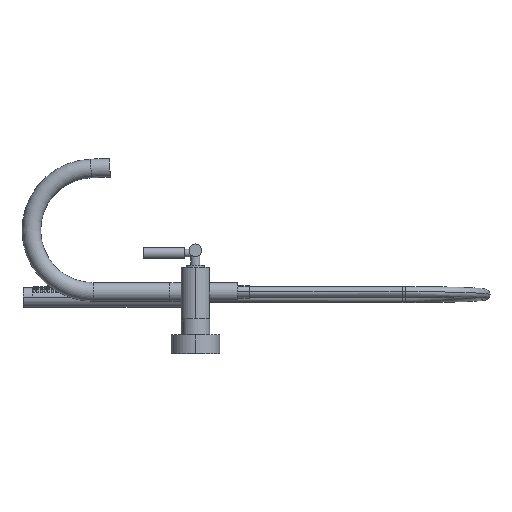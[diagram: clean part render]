
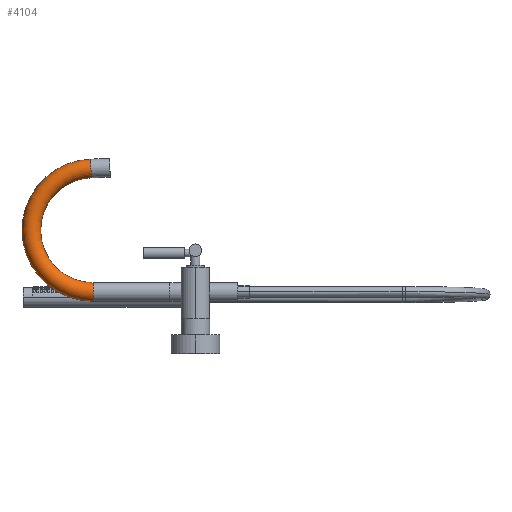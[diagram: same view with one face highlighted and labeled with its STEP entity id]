
A CAD part, left-side view. The second image highlights one B-rep face of the part: STEP entity #4104.
In plain terms, the highlighted toroidal (fillet/blend) face has major radius 82.5 mm and minor radius 12.5 mm.
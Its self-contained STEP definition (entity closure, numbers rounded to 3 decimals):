
#166 = DIRECTION ( 'NONE',  ( 1., 0., 0. ) ) ;
#3134 = CIRCLE ( 'NONE', #19403, 70. ) ;
#3206 = DIRECTION ( 'NONE',  ( 1., 0., 0. ) ) ;
#3377 = AXIS2_PLACEMENT_3D ( 'NONE', #4751, #15619, #6316 ) ;
#4104 = ADVANCED_FACE ( 'NONE', ( #16791 ), #4404, .T. ) ;
#4281 = CARTESIAN_POINT ( 'NONE',  ( 0., 104.943, 152.457 ) ) ;
#4283 = EDGE_CURVE ( 'NONE', #13000, #18188, #8556, .T. ) ;
#4404 = TOROIDAL_SURFACE ( 'NONE', #7566, 82.5, 12.5 ) ;
#4531 = CARTESIAN_POINT ( 'NONE',  ( 0., 105.815, 177.442 ) ) ;
#4751 = CARTESIAN_POINT ( 'NONE',  ( 0., 102.5, 0. ) ) ;
#5206 = ORIENTED_EDGE ( 'NONE', *, *, #4283, .F. ) ;
#6316 = DIRECTION ( 'NONE',  ( 0., 0., 1. ) ) ;
#6589 = DIRECTION ( 'NONE',  ( 0., -0.999, 0.035 ) ) ;
#7566 = AXIS2_PLACEMENT_3D ( 'NONE', #18226, #11970, #19788 ) ;
#8352 = EDGE_CURVE ( 'NONE', #18188, #19175, #9797, .T. ) ;
#8556 = CIRCLE ( 'NONE', #19000, 95. ) ;
#9164 = ORIENTED_EDGE ( 'NONE', *, *, #8352, .F. ) ;
#9475 = CARTESIAN_POINT ( 'NONE',  ( 0., 102.5, 82.5 ) ) ;
#9797 = CIRCLE ( 'NONE', #12929, 12.5 ) ;
#9839 = ORIENTED_EDGE ( 'NONE', *, *, #19314, .T. ) ;
#11030 = DIRECTION ( 'NONE',  ( 0., 0., -1. ) ) ;
#11095 = ORIENTED_EDGE ( 'NONE', *, *, #13716, .T. ) ;
#11970 = DIRECTION ( 'NONE',  ( 1., 0., 0. ) ) ;
#12501 = CARTESIAN_POINT ( 'NONE',  ( 0., 102.5, 82.5 ) ) ;
#12764 = CIRCLE ( 'NONE', #3377, 12.5 ) ;
#12929 = AXIS2_PLACEMENT_3D ( 'NONE', #15888, #6589, #17459 ) ;
#13000 = VERTEX_POINT ( 'NONE', #16788 ) ;
#13716 = EDGE_CURVE ( 'NONE', #15284, #19175, #3134, .T. ) ;
#14087 = DIRECTION ( 'NONE',  ( 0., 0., -1. ) ) ;
#15284 = VERTEX_POINT ( 'NONE', #19012 ) ;
#15619 = DIRECTION ( 'NONE',  ( 0., 1., 0. ) ) ;
#15888 = CARTESIAN_POINT ( 'NONE',  ( 0., 105.379, 164.95 ) ) ;
#16788 = CARTESIAN_POINT ( 'NONE',  ( 0., 102.5, -12.5 ) ) ;
#16791 = FACE_OUTER_BOUND ( 'NONE', #17880, .T. ) ;
#17459 = DIRECTION ( 'NONE',  ( 0., -0.035, -0.999 ) ) ;
#17880 = EDGE_LOOP ( 'NONE', ( #5206, #9839, #11095, #9164 ) ) ;
#18188 = VERTEX_POINT ( 'NONE', #4531 ) ;
#18226 = CARTESIAN_POINT ( 'NONE',  ( 0., 102.5, 82.5 ) ) ;
#19000 = AXIS2_PLACEMENT_3D ( 'NONE', #12501, #3206, #14087 ) ;
#19012 = CARTESIAN_POINT ( 'NONE',  ( 0., 102.5, 12.5 ) ) ;
#19175 = VERTEX_POINT ( 'NONE', #4281 ) ;
#19314 = EDGE_CURVE ( 'NONE', #13000, #15284, #12764, .T. ) ;
#19403 = AXIS2_PLACEMENT_3D ( 'NONE', #9475, #166, #11030 ) ;
#19788 = DIRECTION ( 'NONE',  ( 0., 0., -1. ) ) ;
